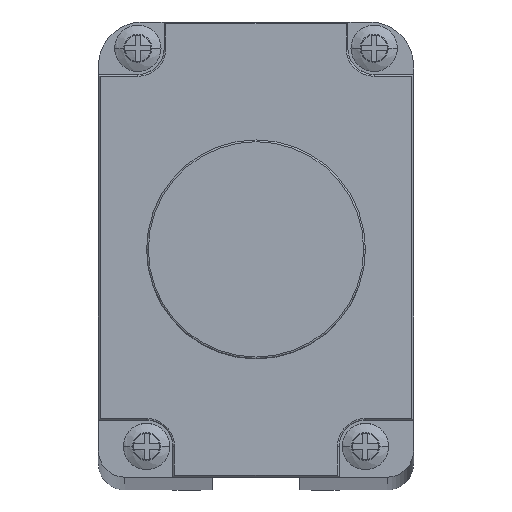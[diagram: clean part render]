
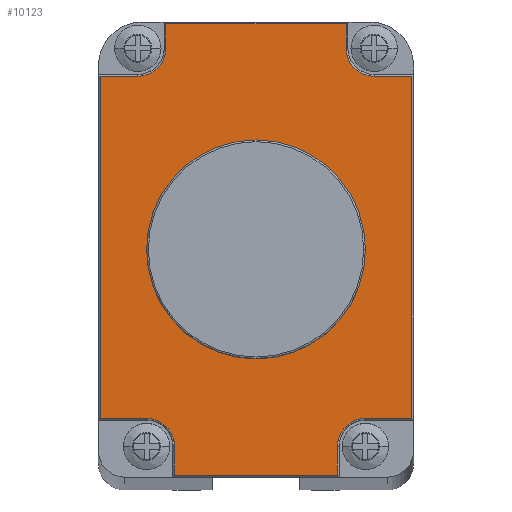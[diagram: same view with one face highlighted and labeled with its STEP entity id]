
A CAD part, top view. The second image highlights one B-rep face of the part: STEP entity #10123.
In plain terms, the highlighted planar face has unit normal (0, 0, 1).
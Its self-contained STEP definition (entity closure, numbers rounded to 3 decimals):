
#2386=CARTESIAN_POINT('',(-8.22,49.3,-12.));
#2387=DIRECTION('',(0.,0.,1.));
#2388=DIRECTION('',(-1.,0.,0.));
#2389=AXIS2_PLACEMENT_3D('',#2386,#2387,#2388);
#2391=CARTESIAN_POINT('',(-9.22,3.8,-12.));
#2392=DIRECTION('',(0.,0.,1.));
#2393=DIRECTION('',(0.,1.,0.));
#2394=AXIS2_PLACEMENT_3D('',#2391,#2392,#2393);
#2396=CARTESIAN_POINT('',(-34.22,3.8,-12.));
#2397=DIRECTION('',(0.,0.,1.));
#2398=DIRECTION('',(1.,0.,0.));
#2399=AXIS2_PLACEMENT_3D('',#2396,#2397,#2398);
#2401=CARTESIAN_POINT('',(-35.22,49.3,-12.));
#2402=DIRECTION('',(0.,0.,1.));
#2403=DIRECTION('',(0.,-1.,0.));
#2404=AXIS2_PLACEMENT_3D('',#2401,#2402,#2403);
#2406=CARTESIAN_POINT('',(-21.72,26.3,-12.));
#2407=DIRECTION('',(0.,0.,1.));
#2408=DIRECTION('',(1.,0.,0.));
#2409=AXIS2_PLACEMENT_3D('',#2406,#2407,#2408);
#2411=CARTESIAN_POINT('',(-21.72,26.3,-12.));
#2412=DIRECTION('',(0.,0.,1.));
#2413=DIRECTION('',(-1.,0.,0.));
#2414=AXIS2_PLACEMENT_3D('',#2411,#2412,#2413);
#2420=DIRECTION('',(0.,1.,0.));
#2421=VECTOR('',#2420,2.8);
#2422=CARTESIAN_POINT('',(-11.42,49.3,-12.));
#2423=LINE('',#2422,#2421);
#2492=DIRECTION('',(-1.,0.,0.));
#2493=VECTOR('',#2492,4.3);
#2494=CARTESIAN_POINT('',(-3.92,46.1,-12.));
#2495=LINE('',#2494,#2493);
#2508=DIRECTION('',(0.,1.,0.));
#2509=VECTOR('',#2508,39.1);
#2510=CARTESIAN_POINT('',(-3.92,7.,-12.));
#2511=LINE('',#2510,#2509);
#2525=DIRECTION('',(1.,0.,0.));
#2526=VECTOR('',#2525,5.3);
#2527=CARTESIAN_POINT('',(-9.22,7.,-12.));
#2528=LINE('',#2527,#2526);
#2597=DIRECTION('',(0.,1.,0.));
#2598=VECTOR('',#2597,3.3);
#2599=CARTESIAN_POINT('',(-12.42,0.5,-12.));
#2600=LINE('',#2599,#2598);
#2613=DIRECTION('',(1.,0.,0.));
#2614=VECTOR('',#2613,18.6);
#2615=CARTESIAN_POINT('',(-31.02,0.5,-12.));
#2616=LINE('',#2615,#2614);
#2630=DIRECTION('',(0.,-1.,0.));
#2631=VECTOR('',#2630,3.3);
#2632=CARTESIAN_POINT('',(-31.02,3.8,-12.));
#2633=LINE('',#2632,#2631);
#3285=DIRECTION('',(-1.,0.,0.));
#3286=VECTOR('',#3285,20.6);
#3287=CARTESIAN_POINT('',(-11.42,52.1,-12.));
#3288=LINE('',#3287,#3286);
#3298=DIRECTION('',(0.,-1.,0.));
#3299=VECTOR('',#3298,2.8);
#3300=CARTESIAN_POINT('',(-32.02,52.1,-12.));
#3301=LINE('',#3300,#3299);
#3325=DIRECTION('',(-1.,0.,0.));
#3326=VECTOR('',#3325,4.3);
#3327=CARTESIAN_POINT('',(-35.22,46.1,-12.));
#3328=LINE('',#3327,#3326);
#3834=DIRECTION('',(0.,-1.,0.));
#3835=VECTOR('',#3834,39.1);
#3836=CARTESIAN_POINT('',(-39.52,46.1,-12.));
#3837=LINE('',#3836,#3835);
#3847=DIRECTION('',(1.,0.,0.));
#3848=VECTOR('',#3847,5.3);
#3849=CARTESIAN_POINT('',(-39.52,7.,-12.));
#3850=LINE('',#3849,#3848);
#5465=CARTESIAN_POINT('',(-11.42,49.3,-12.));
#5466=CARTESIAN_POINT('',(-11.42,52.1,-12.));
#5467=VERTEX_POINT('',#5465);
#5468=VERTEX_POINT('',#5466);
#5469=CARTESIAN_POINT('',(-8.22,46.1,-12.));
#5470=VERTEX_POINT('',#5469);
#5471=CARTESIAN_POINT('',(-3.92,46.1,-12.));
#5472=VERTEX_POINT('',#5471);
#5473=CARTESIAN_POINT('',(-3.92,7.,-12.));
#5474=VERTEX_POINT('',#5473);
#5475=CARTESIAN_POINT('',(-9.22,7.,-12.));
#5476=VERTEX_POINT('',#5475);
#5477=CARTESIAN_POINT('',(-12.42,3.8,-12.));
#5478=VERTEX_POINT('',#5477);
#5479=CARTESIAN_POINT('',(-12.42,0.5,-12.));
#5480=VERTEX_POINT('',#5479);
#5481=CARTESIAN_POINT('',(-31.02,0.5,-12.));
#5482=VERTEX_POINT('',#5481);
#5483=CARTESIAN_POINT('',(-31.02,3.8,-12.));
#5484=VERTEX_POINT('',#5483);
#5485=CARTESIAN_POINT('',(-34.22,7.,-12.));
#5486=VERTEX_POINT('',#5485);
#5487=CARTESIAN_POINT('',(-39.52,7.,-12.));
#5488=VERTEX_POINT('',#5487);
#5489=CARTESIAN_POINT('',(-39.52,46.1,-12.));
#5490=VERTEX_POINT('',#5489);
#5491=CARTESIAN_POINT('',(-35.22,46.1,-12.));
#5492=VERTEX_POINT('',#5491);
#5493=CARTESIAN_POINT('',(-32.02,49.3,-12.));
#5494=VERTEX_POINT('',#5493);
#5495=CARTESIAN_POINT('',(-32.02,52.1,-12.));
#5496=VERTEX_POINT('',#5495);
#5497=CARTESIAN_POINT('',(-9.22,26.3,-12.));
#5498=CARTESIAN_POINT('',(-34.22,26.3,-12.));
#5499=VERTEX_POINT('',#5497);
#5500=VERTEX_POINT('',#5498);
#10079=CARTESIAN_POINT('',(-21.72,26.3,-12.));
#10080=DIRECTION('',(0.,0.,1.));
#10081=DIRECTION('',(1.,0.,0.));
#10082=AXIS2_PLACEMENT_3D('',#10079,#10080,#10081);
#10083=PLANE('',#10082);
#10085=ORIENTED_EDGE('',*,*,#10084,.F.);
#10087=ORIENTED_EDGE('',*,*,#10086,.T.);
#10089=ORIENTED_EDGE('',*,*,#10088,.F.);
#10091=ORIENTED_EDGE('',*,*,#10090,.F.);
#10093=ORIENTED_EDGE('',*,*,#10092,.F.);
#10095=ORIENTED_EDGE('',*,*,#10094,.T.);
#10097=ORIENTED_EDGE('',*,*,#10096,.F.);
#10099=ORIENTED_EDGE('',*,*,#10098,.F.);
#10101=ORIENTED_EDGE('',*,*,#10100,.F.);
#10102=ORIENTED_EDGE('',*,*,#10069,.T.);
#10104=ORIENTED_EDGE('',*,*,#10103,.F.);
#10106=ORIENTED_EDGE('',*,*,#10105,.F.);
#10108=ORIENTED_EDGE('',*,*,#10107,.F.);
#10110=ORIENTED_EDGE('',*,*,#10109,.T.);
#10112=ORIENTED_EDGE('',*,*,#10111,.F.);
#10114=ORIENTED_EDGE('',*,*,#10113,.F.);
#10115=EDGE_LOOP('',(#10085,#10087,#10089,#10091,#10093,#10095,#10097,#10099,
#10101,#10102,#10104,#10106,#10108,#10110,#10112,#10114));
#10116=FACE_OUTER_BOUND('',#10115,.F.);
#10118=ORIENTED_EDGE('',*,*,#10117,.T.);
#10120=ORIENTED_EDGE('',*,*,#10119,.T.);
#10121=EDGE_LOOP('',(#10118,#10120));
#10122=FACE_BOUND('',#10121,.F.);
#10123=ADVANCED_FACE('',(#10116,#10122),#10083,.T.);
#2390=CIRCLE('',#2389,3.2);
#2395=CIRCLE('',#2394,3.2);
#2400=CIRCLE('',#2399,3.2);
#2405=CIRCLE('',#2404,3.2);
#2410=CIRCLE('',#2409,12.5);
#2415=CIRCLE('',#2414,12.5);
#10069=EDGE_CURVE('',#5484,#5486,#2400,.T.);
#10084=EDGE_CURVE('',#5467,#5468,#2423,.T.);
#10086=EDGE_CURVE('',#5467,#5470,#2390,.T.);
#10088=EDGE_CURVE('',#5472,#5470,#2495,.T.);
#10090=EDGE_CURVE('',#5474,#5472,#2511,.T.);
#10092=EDGE_CURVE('',#5476,#5474,#2528,.T.);
#10094=EDGE_CURVE('',#5476,#5478,#2395,.T.);
#10096=EDGE_CURVE('',#5480,#5478,#2600,.T.);
#10098=EDGE_CURVE('',#5482,#5480,#2616,.T.);
#10100=EDGE_CURVE('',#5484,#5482,#2633,.T.);
#10103=EDGE_CURVE('',#5488,#5486,#3850,.T.);
#10105=EDGE_CURVE('',#5490,#5488,#3837,.T.);
#10107=EDGE_CURVE('',#5492,#5490,#3328,.T.);
#10109=EDGE_CURVE('',#5492,#5494,#2405,.T.);
#10111=EDGE_CURVE('',#5496,#5494,#3301,.T.);
#10113=EDGE_CURVE('',#5468,#5496,#3288,.T.);
#10117=EDGE_CURVE('',#5499,#5500,#2410,.T.);
#10119=EDGE_CURVE('',#5500,#5499,#2415,.T.);
